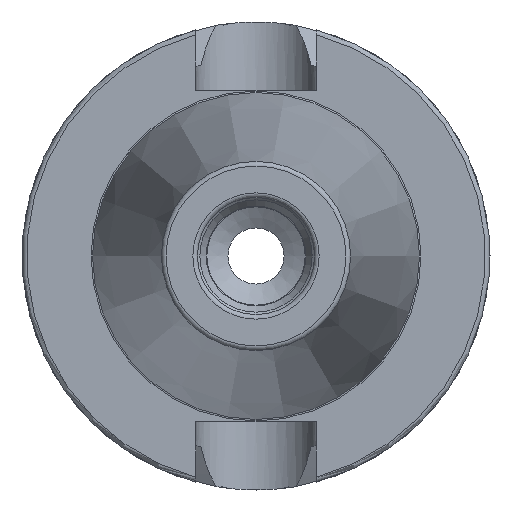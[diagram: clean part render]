
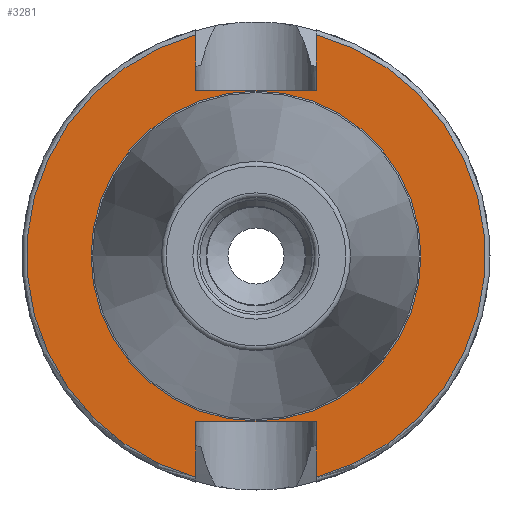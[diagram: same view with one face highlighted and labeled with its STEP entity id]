
A CAD part, left-side view. The second image highlights one B-rep face of the part: STEP entity #3281.
In plain terms, the highlighted planar face has unit normal (-1, 0, 0).
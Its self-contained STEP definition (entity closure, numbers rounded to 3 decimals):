
#1438=CARTESIAN_POINT('',(3.,12.85,-35.4));
#1439=VERTEX_POINT('',#1438);
#1446=CARTESIAN_POINT('',(3.,12.85,-47.285));
#1447=VERTEX_POINT('',#1446);
#1448=CARTESIAN_POINT('',(3.,12.85,-47.285));
#1449=DIRECTION('',(0.0,0.0,1.0));
#1450=VECTOR('',#1449,11.885);
#1451=LINE('',#1448,#1450);
#1452=EDGE_CURVE('',#1447,#1439,#1451,.T.);
#1529=CARTESIAN_POINT('',(3.,-12.85,-47.285));
#1530=VERTEX_POINT('',#1529);
#1544=CARTESIAN_POINT('',(3.,-12.85,-35.4));
#1545=VERTEX_POINT('',#1544);
#1546=CARTESIAN_POINT('',(3.,-12.85,-35.4));
#1547=DIRECTION('',(0.0,0.0,-1.0));
#1548=VECTOR('',#1547,11.885);
#1549=LINE('',#1546,#1548);
#1550=EDGE_CURVE('',#1545,#1530,#1549,.T.);
#1570=CARTESIAN_POINT('',(3.,12.85,-35.4));
#1571=DIRECTION('',(0.0,-1.0,0.0));
#1572=VECTOR('',#1571,25.7);
#1573=LINE('',#1570,#1572);
#1574=EDGE_CURVE('',#1439,#1545,#1573,.T.);
#1729=CARTESIAN_POINT('',(3.,12.85,47.285));
#1730=VERTEX_POINT('',#1729);
#1731=CARTESIAN_POINT('',(3.,0.0,0.0));
#1732=DIRECTION('',(1.0,0.0,0.0));
#1733=DIRECTION('',(0.0,1.0,0.0));
#1734=AXIS2_PLACEMENT_3D('',#1731,#1732,#1733);
#1735=CIRCLE('',#1734,49.);
#1736=EDGE_CURVE('',#1447,#1730,#1735,.T.);
#1818=CARTESIAN_POINT('',(3.,12.85,35.4));
#1819=VERTEX_POINT('',#1818);
#1820=CARTESIAN_POINT('',(3.,12.85,35.4));
#1821=DIRECTION('',(0.0,0.0,1.0));
#1822=VECTOR('',#1821,11.885);
#1823=LINE('',#1820,#1822);
#1824=EDGE_CURVE('',#1819,#1730,#1823,.T.);
#1892=CARTESIAN_POINT('',(3.,-12.85,47.285));
#1893=VERTEX_POINT('',#1892);
#1937=CARTESIAN_POINT('',(3.,-12.85,35.4));
#1938=VERTEX_POINT('',#1937);
#1945=CARTESIAN_POINT('',(3.,-12.85,47.285));
#1946=DIRECTION('',(0.0,0.0,-1.0));
#1947=VECTOR('',#1946,11.885);
#1948=LINE('',#1945,#1947);
#1949=EDGE_CURVE('',#1893,#1938,#1948,.T.);
#1962=CARTESIAN_POINT('',(3.,-12.85,35.4));
#1963=DIRECTION('',(0.0,1.0,0.0));
#1964=VECTOR('',#1963,25.7);
#1965=LINE('',#1962,#1964);
#1966=EDGE_CURVE('',#1938,#1819,#1965,.T.);
#3242=CARTESIAN_POINT('',(3.,35.25,0.0));
#3243=VERTEX_POINT('',#3242);
#3244=CARTESIAN_POINT('',(3.,0.0,0.0));
#3245=DIRECTION('',(1.0,0.0,0.0));
#3246=DIRECTION('',(0.0,1.0,0.0));
#3247=AXIS2_PLACEMENT_3D('',#3244,#3245,#3246);
#3248=CIRCLE('',#3247,35.25);
#3249=EDGE_CURVE('',#3243,#3243,#3248,.T.);
#3257=CARTESIAN_POINT('',(3.,42.125,0.0));
#3258=DIRECTION('',(-1.0,0.0,0.0));
#3259=DIRECTION('',(0.0,0.0,1.0));
#3260=AXIS2_PLACEMENT_3D('',#3257,#3258,#3259);
#3261=PLANE('',#3260);
#3262=ORIENTED_EDGE('',*,*,#1550,.T.);
#3263=CARTESIAN_POINT('',(3.,0.0,0.0));
#3264=DIRECTION('',(1.0,0.0,0.0));
#3265=DIRECTION('',(0.0,1.0,0.0));
#3266=AXIS2_PLACEMENT_3D('',#3263,#3264,#3265);
#3267=CIRCLE('',#3266,49.);
#3268=EDGE_CURVE('',#1893,#1530,#3267,.T.);
#3269=ORIENTED_EDGE('',*,*,#3268,.F.);
#3270=ORIENTED_EDGE('',*,*,#1949,.T.);
#3271=ORIENTED_EDGE('',*,*,#1966,.T.);
#3272=ORIENTED_EDGE('',*,*,#1824,.T.);
#3273=ORIENTED_EDGE('',*,*,#1736,.F.);
#3274=ORIENTED_EDGE('',*,*,#1452,.T.);
#3275=ORIENTED_EDGE('',*,*,#1574,.T.);
#3276=EDGE_LOOP('',(#3262,#3269,#3270,#3271,#3272,#3273,#3274,#3275));
#3277=FACE_OUTER_BOUND('',#3276,.T.);
#3278=ORIENTED_EDGE('',*,*,#3249,.T.);
#3279=EDGE_LOOP('',(#3278));
#3280=FACE_BOUND('',#3279,.T.);
#3281=ADVANCED_FACE('',(#3277,#3280),#3261,.T.);
